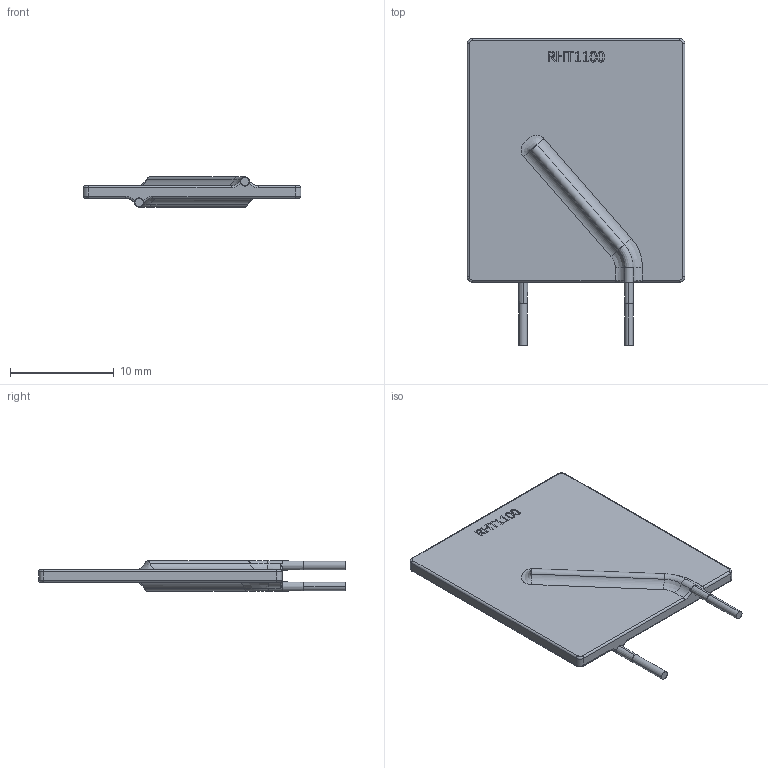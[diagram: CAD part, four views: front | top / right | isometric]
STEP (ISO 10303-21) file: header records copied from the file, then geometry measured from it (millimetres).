
FILE_DESCRIPTION (( 'STEP AP214' ), '1' );
FILE_NAME ('658A0E00-866A-4091-B245-9C66C5B5466E.STEP', '2023-06-14T10:51:17', ( '' ), ( '' ), 'SwSTEP 2.0', 'SolidWorks 2022', '' );
FILE_SCHEMA (( 'AUTOMOTIVE_DESIGN' ));
Length unit declared in the file: millimetre
Products named in the file (1): 658A0E00-866A-4091-B245-9C66C5B5466E
Bounding box: 21 x 29.59 x 2.92 mm (x, y, z)
Volume: 637.2 mm3; surface area: 1137.5 mm2
Topology: 3 solids, 3 shells, 161 faces, 390 edges, 245 vertices
Faces by surface type: plane 73, bspline 53, cylinder 31, cone 4
Entity records: 5596 total; most frequent: CARTESIAN_POINT 2190, ORIENTED_EDGE 780, DIRECTION 495, EDGE_CURVE 390, VERTEX_POINT 245, EDGE_LOOP 171, AXIS2_PLACEMENT_3D 170, B_SPLINE_CURVE_WITH_KNOTS 168
